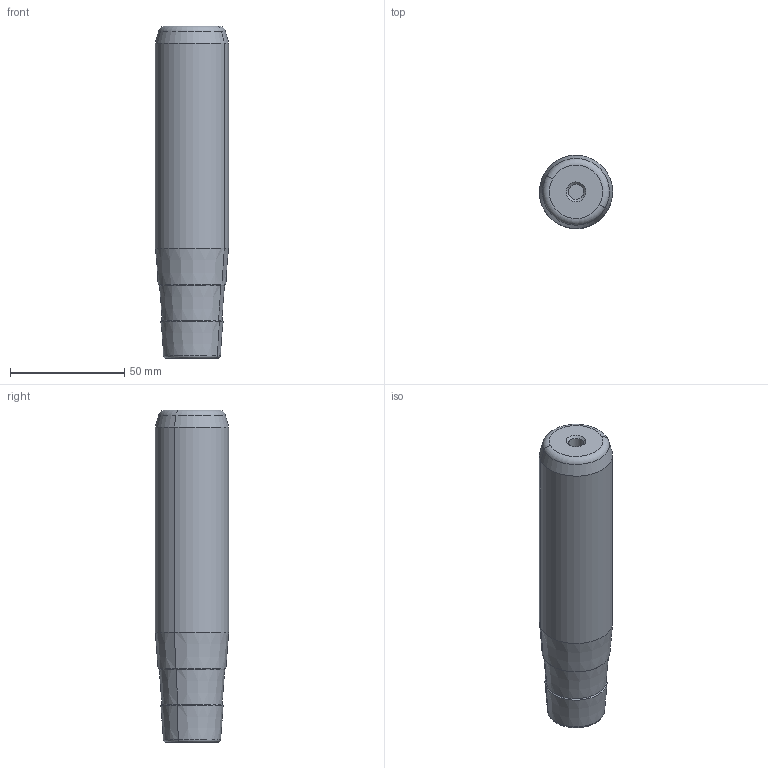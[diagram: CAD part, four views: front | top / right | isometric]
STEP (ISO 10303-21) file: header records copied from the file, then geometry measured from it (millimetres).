
FILE_DESCRIPTION(('CATIA V5 STEP Exchange'),'2;1');
FILE_NAME('RDCO305.32145112.stp','2017-03-09T15:06:30+00:00',('none'),('none'),'CATIA Version 5 Release 19 GA (IN-10)','CATIA V5 STEP AP203','none');
FILE_SCHEMA(('CONFIG_CONTROL_DESIGN'));
Length unit declared in the file: millimetre
Products named in the file (1): RDCO305.32145112
Bounding box: 31.99 x 31.99 x 145 mm (x, y, z)
Volume: 105310.2 mm3; surface area: 16055.2 mm2
Topology: 1 solids, 1 shells, 31 faces, 63 edges, 41 vertices
Faces by surface type: cone 12, torus 8, cylinder 6, plane 5
Entity records: 773 total; most frequent: CARTESIAN_POINT 126, ORIENTED_EDGE 120, DIRECTION 105, AXIS2_PLACEMENT_3D 64, EDGE_CURVE 60, CIRCLE 42, EDGE_LOOP 34, VERTEX_POINT 34
